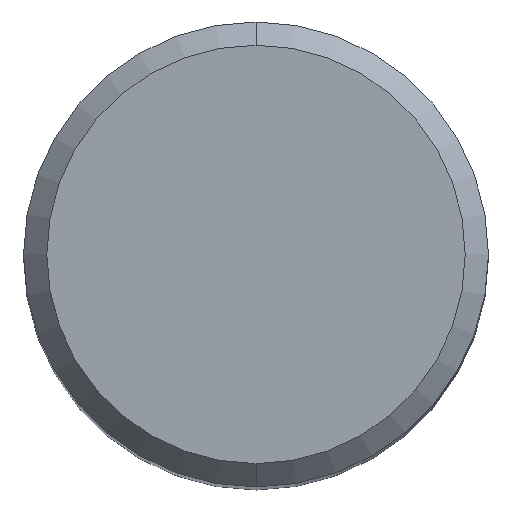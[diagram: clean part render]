
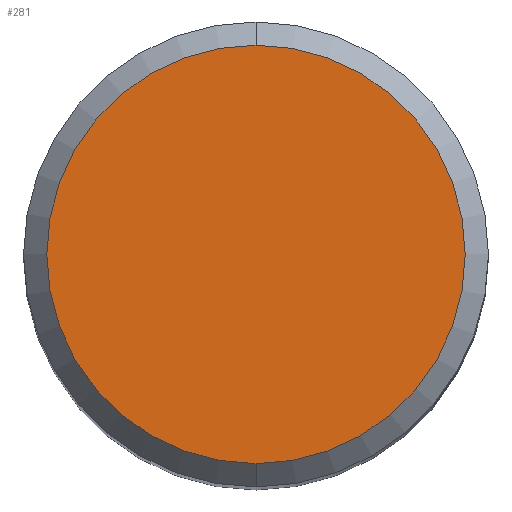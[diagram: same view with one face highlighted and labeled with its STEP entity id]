
A CAD part, top view. The second image highlights one B-rep face of the part: STEP entity #281.
In plain terms, the highlighted planar face has unit normal (0, 0, 1).
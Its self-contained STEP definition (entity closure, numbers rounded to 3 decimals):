
#191=VERTEX_POINT('',#483);
#211=EDGE_CURVE('',#191,#295,#505,.T.);
#231=EDGE_CURVE('',#295,#191,#527,.T.);
#281=ADVANCED_FACE('',(#581),#582,.T.);
#295=VERTEX_POINT('',#596);
#483=CARTESIAN_POINT('',(0.0,4.5,0.));
#505=CIRCLE('',#835,4.5);
#527=CIRCLE('',#916,4.5);
#581=FACE_OUTER_BOUND('',#1072,.T.);
#582=PLANE('',#1073);
#596=CARTESIAN_POINT('',(0.,-4.5,0.));
#835=AXIS2_PLACEMENT_3D('',#1447,#1448,#1449);
#916=AXIS2_PLACEMENT_3D('',#1469,#1470,#1471);
#1072=EDGE_LOOP('',(#1521,#1522));
#1073=AXIS2_PLACEMENT_3D('',#1523,#1524,#1525);
#1447=CARTESIAN_POINT('',(0.0,0.0,0.));
#1448=DIRECTION('',(0.0,0.0,-1.0));
#1449=DIRECTION('',(0.0,1.0,0.0));
#1469=CARTESIAN_POINT('',(0.0,0.0,0.));
#1470=DIRECTION('',(0.0,0.0,-1.0));
#1471=DIRECTION('',(0.0,1.0,0.0));
#1521=ORIENTED_EDGE('',*,*,#211,.F.);
#1522=ORIENTED_EDGE('',*,*,#231,.F.);
#1523=CARTESIAN_POINT('',(0.0,2.25,0.));
#1524=DIRECTION('',(-0.0,0.0,1.0));
#1525=DIRECTION('',(0.0,-1.0,0.0));
